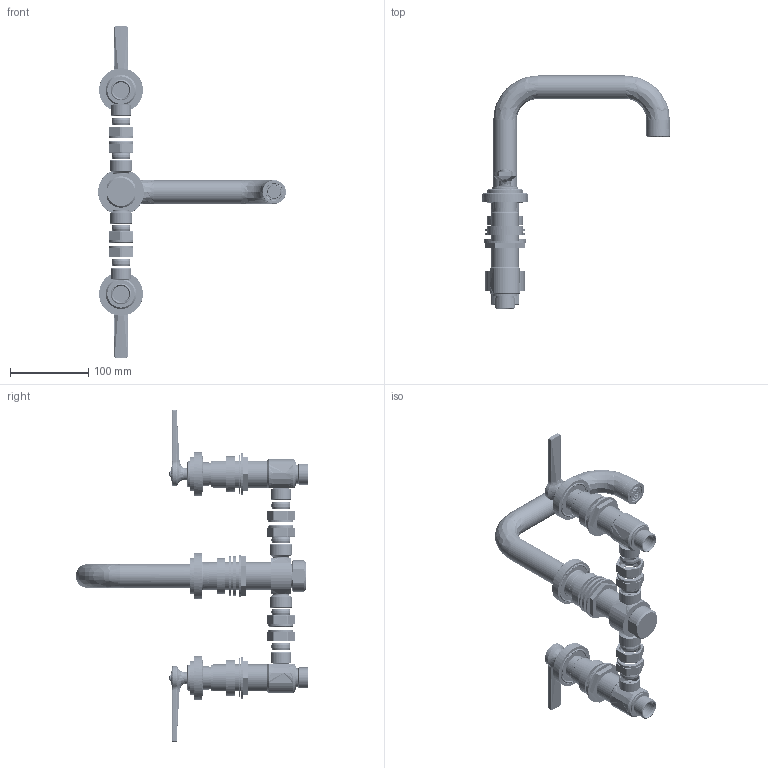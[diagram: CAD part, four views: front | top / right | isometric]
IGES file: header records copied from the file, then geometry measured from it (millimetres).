
Global section: file name: V7K44-2LF; native system: Autodesk Inventor 2018; preprocessor: unknown; author: aduggalther; date: 20171005.105606; units: millimetre
Bounding box: 239.75 x 297.2 x 423.78 mm (x, y, z)
Volume: 605967.3 mm3; surface area: 368355.7 mm2
Topology: 83 solids, 84 shells, 3448 faces, 9283 edges, 6299 vertices
Faces by surface type: bspline 3448
